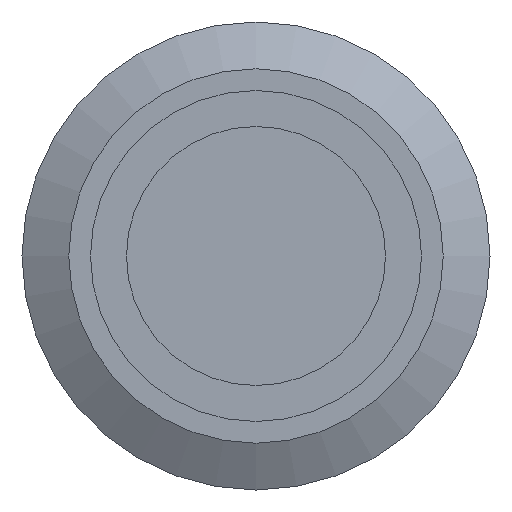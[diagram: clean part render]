
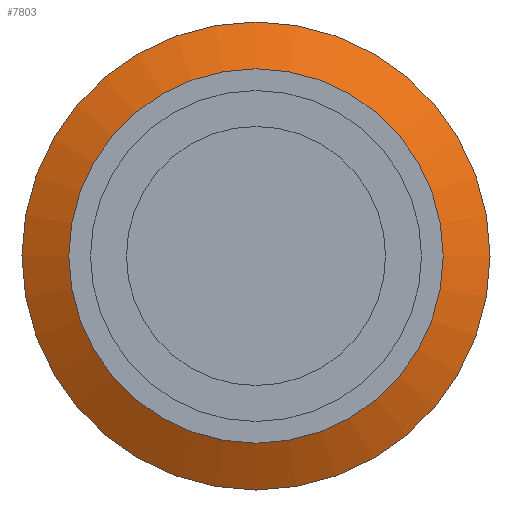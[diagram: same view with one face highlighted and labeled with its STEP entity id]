
A CAD part, left-side view. The second image highlights one B-rep face of the part: STEP entity #7803.
In plain terms, the highlighted conical face has half-angle 61.821 degrees and reference radius 12.6 mm.
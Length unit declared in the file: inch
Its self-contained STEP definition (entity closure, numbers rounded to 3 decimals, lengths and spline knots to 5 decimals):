
#7776=CARTESIAN_POINT('',(-0.04921,0.0,0.0));
#7777=DIRECTION('',(1.0,0.0,0.0));
#7778=DIRECTION('',(0.0,0.0,1.0));
#7779=AXIS2_PLACEMENT_3D('',#7776,#7777,#7778);
#7780=CONICAL_SURFACE('',#7779,0.49606,61.821);
#7781=CARTESIAN_POINT('',(-0.07874,0.0,0.44094));
#7782=VERTEX_POINT('',#7781);
#7783=CARTESIAN_POINT('',(-0.07874,0.0,0.0));
#7784=DIRECTION('',(-1.0,0.0,0.0));
#7785=DIRECTION('',(0.0,0.0,1.0));
#7786=AXIS2_PLACEMENT_3D('',#7783,#7784,#7785);
#7787=CIRCLE('',#7786,0.44094);
#7788=EDGE_CURVE('',#7782,#7782,#7787,.T.);
#7789=ORIENTED_EDGE('',*,*,#7788,.F.);
#7790=EDGE_LOOP('',(#7789));
#7791=FACE_OUTER_BOUND('',#7790,.T.);
#7792=CARTESIAN_POINT('',(-0.01969,0.55118,0.));
#7793=VERTEX_POINT('',#7792);
#7794=CARTESIAN_POINT('',(-0.01969,0.0,0.0));
#7795=DIRECTION('',(1.0,0.0,0.0));
#7796=DIRECTION('',(0.0,-1.0,0.0));
#7797=AXIS2_PLACEMENT_3D('',#7794,#7795,#7796);
#7798=CIRCLE('',#7797,0.55118);
#7799=EDGE_CURVE('',#7793,#7793,#7798,.T.);
#7800=ORIENTED_EDGE('',*,*,#7799,.F.);
#7801=EDGE_LOOP('',(#7800));
#7802=FACE_BOUND('',#7801,.T.);
#7803=ADVANCED_FACE('',(#7791,#7802),#7780,.T.);
